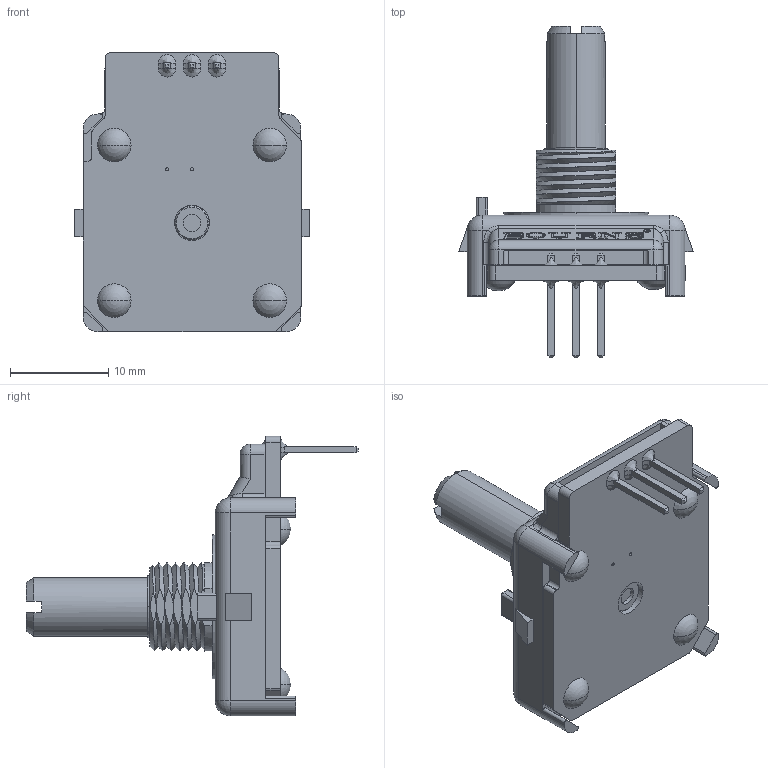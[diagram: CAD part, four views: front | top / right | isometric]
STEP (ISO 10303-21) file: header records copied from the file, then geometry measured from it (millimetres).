
FILE_DESCRIPTION((''),'2;1');
FILE_NAME('ECW0J-R19-A','2017-11-02T',('RICKB'),('Bourns, Inc.'),'CREO PARAMETRIC BY PTC INC, 2016130','CREO PARAMETRIC BY PTC INC, 2016130','');
FILE_SCHEMA(('AUTOMOTIVE_DESIGN_CC2 { 1 2 10303 214 -1 1 5 2 }'));
Length unit declared in the file: millimetre
Products named in the file (1): ECW0J-R19-A
Bounding box: 23.88 x 33.83 x 28.5 mm (x, y, z)
Volume: 3572.3 mm3; surface area: 5083 mm2
Topology: 3 solids, 14 shells, 786 faces, 2014 edges, 1286 vertices
Faces by surface type: plane 499, cylinder 204, bspline 51, sphere 20, cone 8, torus 4
Entity records: 35591 total; most frequent: CARTESIAN_POINT 10452, ORIENTED_EDGE 4000, DIRECTION 3759, PRESENTATION_STYLE_ASSIGNMENT 2019, STYLED_ITEM 2003, CURVE_STYLE 2000, EDGE_CURVE 2000, VECTOR 1369
